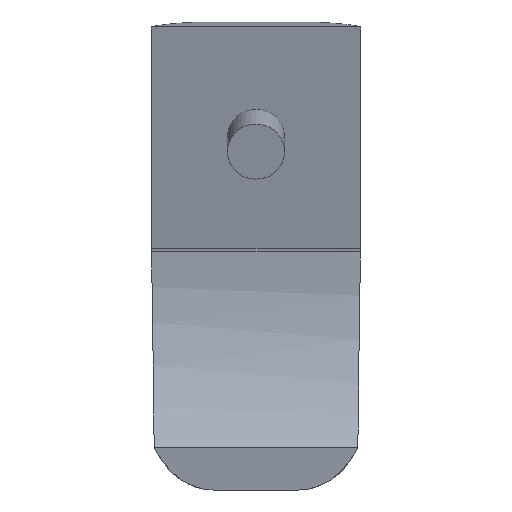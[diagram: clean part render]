
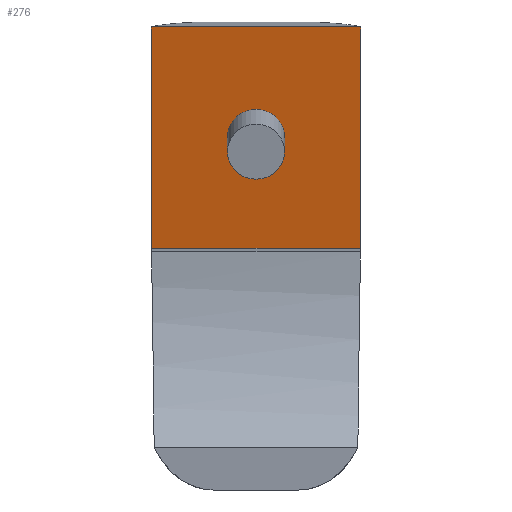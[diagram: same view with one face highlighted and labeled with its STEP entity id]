
A CAD part, front view. The second image highlights one B-rep face of the part: STEP entity #276.
In plain terms, the highlighted planar face has unit normal (0, -0.966, -0.259).
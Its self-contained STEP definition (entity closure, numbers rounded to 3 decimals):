
#32=FACE_BOUND('',#69,.T.);
#33=CIRCLE('',#318,2.);
#47=FACE_OUTER_BOUND('',#68,.T.);
#68=EDGE_LOOP('',(#190,#191,#192,#193,#194,#195));
#69=EDGE_LOOP('',(#196));
#90=B_SPLINE_CURVE_WITH_KNOTS('',3,(#440,#441,#442,#443,#444,#445),
 .UNSPECIFIED.,.F.,.F.,(4,2,4),(0.,0.016,
0.033),.UNSPECIFIED.);
#91=B_SPLINE_CURVE_WITH_KNOTS('',3,(#449,#450,#451,#452,#453,#454),
 .UNSPECIFIED.,.F.,.F.,(4,2,4),(0.,0.016,
0.033),.UNSPECIFIED.);
#100=LINE('',#436,#114);
#101=LINE('',#438,#115);
#102=LINE('',#447,#116);
#103=LINE('',#455,#117);
#114=VECTOR('',#354,14.66);
#115=VECTOR('',#355,15.762);
#116=VECTOR('',#356,14.684);
#117=VECTOR('',#357,15.762);
#128=VERTEX_POINT('',#434);
#129=VERTEX_POINT('',#435);
#130=VERTEX_POINT('',#437);
#131=VERTEX_POINT('',#439);
#132=VERTEX_POINT('',#446);
#133=VERTEX_POINT('',#448);
#134=VERTEX_POINT('',#456);
#150=EDGE_CURVE('',#128,#129,#100,.T.);
#151=EDGE_CURVE('',#130,#129,#101,.F.);
#152=EDGE_CURVE('',#130,#131,#90,.T.);
#153=EDGE_CURVE('',#132,#131,#102,.T.);
#154=EDGE_CURVE('',#132,#133,#91,.T.);
#155=EDGE_CURVE('',#128,#133,#103,.F.);
#156=EDGE_CURVE('',#134,#134,#33,.T.);
#190=ORIENTED_EDGE('',*,*,#150,.T.);
#191=ORIENTED_EDGE('',*,*,#151,.F.);
#192=ORIENTED_EDGE('',*,*,#152,.T.);
#193=ORIENTED_EDGE('',*,*,#153,.F.);
#194=ORIENTED_EDGE('',*,*,#154,.T.);
#195=ORIENTED_EDGE('',*,*,#155,.F.);
#196=ORIENTED_EDGE('',*,*,#156,.F.);
#270=PLANE('',#317);
#276=ADVANCED_FACE('',(#47,#32),#270,.T.);
#317=AXIS2_PLACEMENT_3D('',#433,#352,#353);
#318=AXIS2_PLACEMENT_3D('',#457,#358,#359);
#352=DIRECTION('center_axis',(0.,-0.966,
-0.259));
#353=DIRECTION('ref_axis',(0.,0.259,-0.966));
#354=DIRECTION('',(1.,0.,0.));
#355=DIRECTION('',(0.,-0.259,0.966));
#356=DIRECTION('',(1.,0.,0.));
#357=DIRECTION('',(0.,0.259,-0.966));
#358=DIRECTION('center_axis',(0.,-0.966,
-0.259));
#359=DIRECTION('ref_axis',(0.,0.259,-0.966));
#433=CARTESIAN_POINT('Origin',(-9.,11.5,-6.329));
#434=CARTESIAN_POINT('',(0.67,15.665,-21.872));
#435=CARTESIAN_POINT('',(15.33,15.665,-21.872));
#436=CARTESIAN_POINT('',(0.67,15.665,-21.872));
#437=CARTESIAN_POINT('',(15.33,11.585,-6.647));
#438=CARTESIAN_POINT('',(15.33,15.665,-21.872));
#439=CARTESIAN_POINT('',(15.342,11.5,-6.329));
#440=CARTESIAN_POINT('Ctrl Pts',(15.33,11.585,-6.647));
#441=CARTESIAN_POINT('Ctrl Pts',(15.33,11.571,-6.594));
#442=CARTESIAN_POINT('Ctrl Pts',(15.331,11.557,-6.541));
#443=CARTESIAN_POINT('Ctrl Pts',(15.335,11.528,-6.435));
#444=CARTESIAN_POINT('Ctrl Pts',(15.338,11.514,-6.382));
#445=CARTESIAN_POINT('Ctrl Pts',(15.342,11.5,-6.329));
#446=CARTESIAN_POINT('',(0.658,11.5,-6.329));
#447=CARTESIAN_POINT('',(0.658,11.5,-6.329));
#448=CARTESIAN_POINT('',(0.67,11.585,-6.647));
#449=CARTESIAN_POINT('Ctrl Pts',(0.658,11.5,-6.329));
#450=CARTESIAN_POINT('Ctrl Pts',(0.662,11.514,-6.382));
#451=CARTESIAN_POINT('Ctrl Pts',(0.665,11.528,-6.435));
#452=CARTESIAN_POINT('Ctrl Pts',(0.669,11.557,-6.541));
#453=CARTESIAN_POINT('Ctrl Pts',(0.67,11.571,-6.594));
#454=CARTESIAN_POINT('Ctrl Pts',(0.67,11.585,-6.647));
#455=CARTESIAN_POINT('',(0.67,11.585,-6.647));
#456=CARTESIAN_POINT('',(8.,14.088,-15.988));
#457=CARTESIAN_POINT('Origin',(8.,13.571,-14.057));
